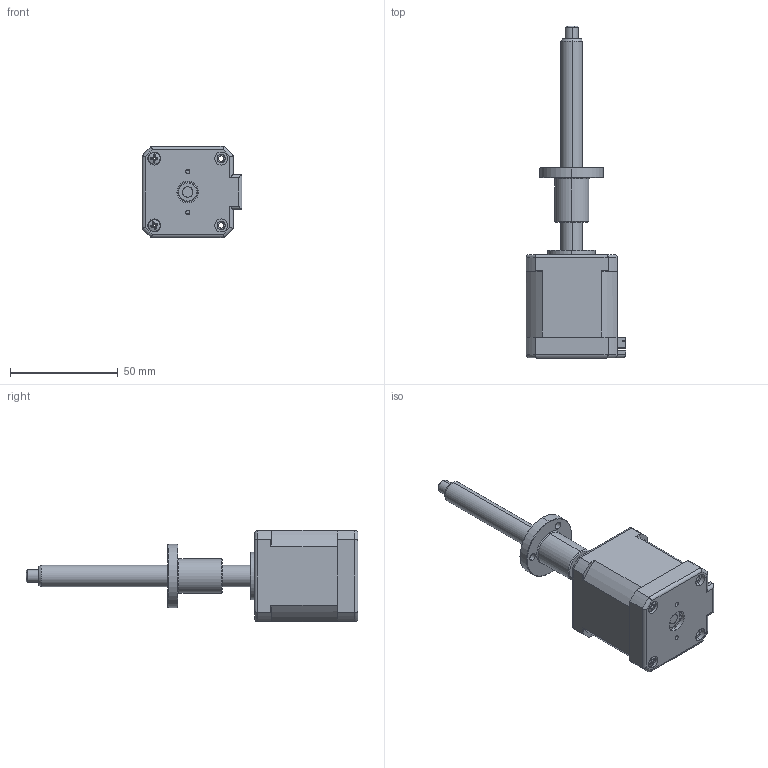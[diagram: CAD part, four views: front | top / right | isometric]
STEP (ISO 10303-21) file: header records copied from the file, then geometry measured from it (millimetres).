
FILE_DESCRIPTION (( 'STEP AP203' ), '1' );
FILE_NAME ('LE176S-T10105-100-AR2-S-100.STEP', '2018-08-13T02:13:21', ( '' ), ( '' ), 'SwSTEP 2.0', 'SolidWorks 2014', '' );
FILE_SCHEMA (( 'CONFIG_CONTROL_DESIGN' ));
Length unit declared in the file: millimetre
Products named in the file (1): LE176S-T10105-100-AR2-S-100
Bounding box: 46.2 x 153.8 x 42.2 mm (x, y, z)
Surface area: 19581.6 mm2 (no closed solid volume)
Topology: 0 solids, 14 shells, 283 faces, 855 edges, 587 vertices
Faces by surface type: plane 151, cylinder 84, cone 30, torus 14, sphere 4
Entity records: 9926 total; most frequent: CARTESIAN_POINT 2199, DIRECTION 1582, ORIENTED_EDGE 1490, EDGE_CURVE 855, VERTEX_POINT 587, LINE 534, VECTOR 534, AXIS2_PLACEMENT_3D 524
